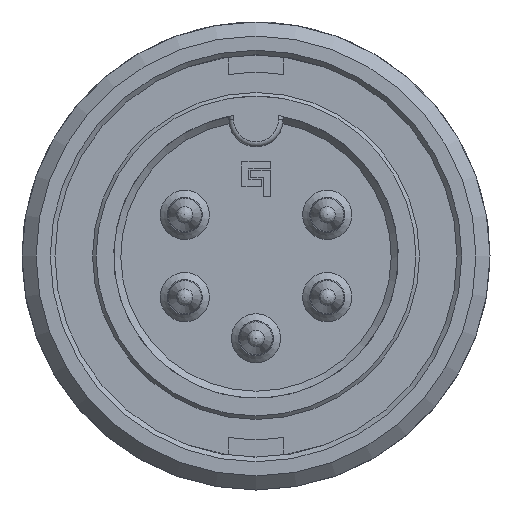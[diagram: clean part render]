
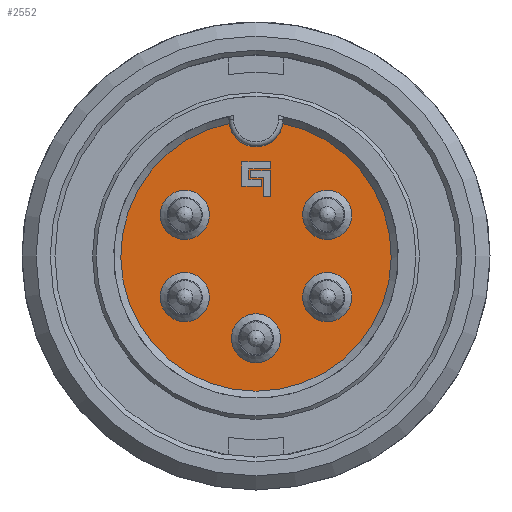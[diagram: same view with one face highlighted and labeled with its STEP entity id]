
A CAD part, left-side view. The second image highlights one B-rep face of the part: STEP entity #2552.
In plain terms, the highlighted planar face has unit normal (-1, 0, 0).
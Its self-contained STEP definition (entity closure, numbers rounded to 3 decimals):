
#673=LINE('',#11322,#1288);
#674=LINE('',#11325,#1289);
#675=LINE('',#11327,#1290);
#676=LINE('',#11329,#1291);
#677=LINE('',#11331,#1292);
#678=LINE('',#11333,#1293);
#679=LINE('',#11335,#1294);
#680=LINE('',#11337,#1295);
#681=LINE('',#11348,#1296);
#682=LINE('',#11351,#1297);
#683=LINE('',#11353,#1298);
#684=LINE('',#11355,#1299);
#685=LINE('',#11357,#1300);
#686=LINE('',#11359,#1301);
#1288=VECTOR('',#8481,1.);
#1289=VECTOR('',#8482,1.);
#1290=VECTOR('',#8483,1.);
#1291=VECTOR('',#8484,1.);
#1292=VECTOR('',#8485,1.);
#1293=VECTOR('',#8486,1.);
#1294=VECTOR('',#8487,1.);
#1295=VECTOR('',#8488,1.);
#1296=VECTOR('',#8499,1.);
#1297=VECTOR('',#8500,1.);
#1298=VECTOR('',#8501,1.);
#1299=VECTOR('',#8502,1.);
#1300=VECTOR('',#8503,1.);
#1301=VECTOR('',#8504,1.);
#2227=PLANE('',#7137);
#2552=ADVANCED_FACE('',(#2673,#2674,#2675,#2676,#2677,#2678,#2679,#2680),
#2227,.F.);
#2673=FACE_BOUND('',#3055,.T.);
#2674=FACE_BOUND('',#3056,.T.);
#2675=FACE_BOUND('',#3057,.T.);
#2676=FACE_BOUND('',#3058,.T.);
#2677=FACE_BOUND('',#3059,.T.);
#2678=FACE_BOUND('',#3060,.T.);
#2679=FACE_BOUND('',#3061,.T.);
#2680=FACE_BOUND('',#3062,.T.);
#3055=EDGE_LOOP('',(#4850));
#3056=EDGE_LOOP('',(#4851));
#3057=EDGE_LOOP('',(#4852,#4853,#4854,#4855,#4856,#4857,#4858,#4859));
#3058=EDGE_LOOP('',(#4860,#4861));
#3059=EDGE_LOOP('',(#4862));
#3060=EDGE_LOOP('',(#4863));
#3061=EDGE_LOOP('',(#4864));
#3062=EDGE_LOOP('',(#4865,#4866,#4867,#4868,#4869,#4870));
#4850=ORIENTED_EDGE('',*,*,#6583,.T.);
#4851=ORIENTED_EDGE('',*,*,#6584,.T.);
#4852=ORIENTED_EDGE('',*,*,#6585,.T.);
#4853=ORIENTED_EDGE('',*,*,#6586,.T.);
#4854=ORIENTED_EDGE('',*,*,#6587,.T.);
#4855=ORIENTED_EDGE('',*,*,#6588,.T.);
#4856=ORIENTED_EDGE('',*,*,#6589,.T.);
#4857=ORIENTED_EDGE('',*,*,#6590,.T.);
#4858=ORIENTED_EDGE('',*,*,#6591,.T.);
#4859=ORIENTED_EDGE('',*,*,#6592,.T.);
#4860=ORIENTED_EDGE('',*,*,#6593,.T.);
#4861=ORIENTED_EDGE('',*,*,#6594,.T.);
#4862=ORIENTED_EDGE('',*,*,#6595,.F.);
#4863=ORIENTED_EDGE('',*,*,#6596,.F.);
#4864=ORIENTED_EDGE('',*,*,#6597,.F.);
#4865=ORIENTED_EDGE('',*,*,#6598,.F.);
#4866=ORIENTED_EDGE('',*,*,#6599,.F.);
#4867=ORIENTED_EDGE('',*,*,#6600,.F.);
#4868=ORIENTED_EDGE('',*,*,#6601,.F.);
#4869=ORIENTED_EDGE('',*,*,#6602,.F.);
#4870=ORIENTED_EDGE('',*,*,#6603,.F.);
#5651=VERTEX_POINT('',#11319);
#5652=VERTEX_POINT('',#11321);
#5653=VERTEX_POINT('',#11323);
#5654=VERTEX_POINT('',#11324);
#5655=VERTEX_POINT('',#11326);
#5656=VERTEX_POINT('',#11328);
#5657=VERTEX_POINT('',#11330);
#5658=VERTEX_POINT('',#11332);
#5659=VERTEX_POINT('',#11334);
#5660=VERTEX_POINT('',#11336);
#5661=VERTEX_POINT('',#11339);
#5662=VERTEX_POINT('',#11340);
#5663=VERTEX_POINT('',#11343);
#5664=VERTEX_POINT('',#11345);
#5665=VERTEX_POINT('',#11347);
#5666=VERTEX_POINT('',#11349);
#5667=VERTEX_POINT('',#11350);
#5668=VERTEX_POINT('',#11352);
#5669=VERTEX_POINT('',#11354);
#5670=VERTEX_POINT('',#11356);
#5671=VERTEX_POINT('',#11358);
#6583=EDGE_CURVE('',#5651,#5651,#6740,.T.);
#6584=EDGE_CURVE('',#5652,#5652,#6741,.T.);
#6585=EDGE_CURVE('',#5653,#5654,#673,.T.);
#6586=EDGE_CURVE('',#5654,#5655,#674,.T.);
#6587=EDGE_CURVE('',#5655,#5656,#675,.T.);
#6588=EDGE_CURVE('',#5656,#5657,#676,.T.);
#6589=EDGE_CURVE('',#5657,#5658,#677,.T.);
#6590=EDGE_CURVE('',#5658,#5659,#678,.T.);
#6591=EDGE_CURVE('',#5659,#5660,#679,.T.);
#6592=EDGE_CURVE('',#5660,#5653,#680,.T.);
#6593=EDGE_CURVE('',#5661,#5662,#6742,.T.);
#6594=EDGE_CURVE('',#5662,#5661,#6743,.T.);
#6595=EDGE_CURVE('',#5663,#5663,#6744,.T.);
#6596=EDGE_CURVE('',#5664,#5664,#6745,.T.);
#6597=EDGE_CURVE('',#5665,#5665,#6746,.T.);
#6598=EDGE_CURVE('',#5666,#5667,#681,.T.);
#6599=EDGE_CURVE('',#5668,#5666,#682,.T.);
#6600=EDGE_CURVE('',#5669,#5668,#683,.T.);
#6601=EDGE_CURVE('',#5670,#5669,#684,.T.);
#6602=EDGE_CURVE('',#5671,#5670,#685,.T.);
#6603=EDGE_CURVE('',#5667,#5671,#686,.T.);
#6740=CIRCLE('',#7130,1.045);
#6741=CIRCLE('',#7131,1.045);
#6742=CIRCLE('',#7132,1.15);
#6743=CIRCLE('',#7133,5.75);
#6744=CIRCLE('',#7134,1.045);
#6745=CIRCLE('',#7135,1.045);
#6746=CIRCLE('',#7136,1.045);
#7130=AXIS2_PLACEMENT_3D('',#11318,#8477,#8478);
#7131=AXIS2_PLACEMENT_3D('',#11320,#8479,#8480);
#7132=AXIS2_PLACEMENT_3D('',#11338,#8489,#8490);
#7133=AXIS2_PLACEMENT_3D('',#11341,#8491,#8492);
#7134=AXIS2_PLACEMENT_3D('',#11342,#8493,#8494);
#7135=AXIS2_PLACEMENT_3D('',#11344,#8495,#8496);
#7136=AXIS2_PLACEMENT_3D('',#11346,#8497,#8498);
#7137=AXIS2_PLACEMENT_3D('',#11360,#8505,#8506);
#8477=DIRECTION('',(1.,0.,0.));
#8478=DIRECTION('',(0.,0.,1.));
#8479=DIRECTION('',(1.,0.,0.));
#8480=DIRECTION('',(0.,0.,1.));
#8481=DIRECTION('',(0.,0.,-1.));
#8482=DIRECTION('',(0.,-1.,0.));
#8483=DIRECTION('',(0.,0.,-1.));
#8484=DIRECTION('',(0.,1.,0.));
#8485=DIRECTION('',(0.,0.,1.));
#8486=DIRECTION('',(0.,-1.,0.));
#8487=DIRECTION('',(0.,0.,-1.));
#8488=DIRECTION('',(0.,1.,0.));
#8489=DIRECTION('',(1.,0.,0.));
#8490=DIRECTION('',(0.,-1.,0.));
#8491=DIRECTION('',(-1.,0.,0.));
#8492=DIRECTION('',(0.,0.,-1.));
#8493=DIRECTION('',(-1.,0.,0.));
#8494=DIRECTION('',(0.,0.,1.));
#8495=DIRECTION('',(-1.,0.,0.));
#8496=DIRECTION('',(0.,0.,1.));
#8497=DIRECTION('',(-1.,0.,0.));
#8498=DIRECTION('',(0.,0.,1.));
#8499=DIRECTION('',(0.,0.,-1.));
#8500=DIRECTION('',(0.,-1.,0.));
#8501=DIRECTION('',(0.,0.,-1.));
#8502=DIRECTION('',(0.,1.,0.));
#8503=DIRECTION('',(0.,0.,1.));
#8504=DIRECTION('',(0.,-1.,0.));
#8505=DIRECTION('',(1.,0.,0.));
#8506=DIRECTION('',(0.,0.,-1.));
#11318=CARTESIAN_POINT('',(8.7,-3.03,1.75));
#11319=CARTESIAN_POINT('',(8.7,-3.03,2.795));
#11320=CARTESIAN_POINT('',(8.7,-3.03,-1.75));
#11321=CARTESIAN_POINT('',(8.7,-3.03,-0.705));
#11322=CARTESIAN_POINT('',(8.7,0.305,3.7));
#11323=CARTESIAN_POINT('',(8.7,0.305,3.7));
#11324=CARTESIAN_POINT('',(8.7,0.305,3.26));
#11325=CARTESIAN_POINT('',(8.7,0.305,3.26));
#11326=CARTESIAN_POINT('',(8.7,-0.245,3.26));
#11327=CARTESIAN_POINT('',(8.7,-0.245,3.26));
#11328=CARTESIAN_POINT('',(8.7,-0.245,2.96));
#11329=CARTESIAN_POINT('',(8.7,-0.245,2.96));
#11330=CARTESIAN_POINT('',(8.7,0.605,2.96));
#11331=CARTESIAN_POINT('',(8.7,0.605,2.96));
#11332=CARTESIAN_POINT('',(8.7,0.605,4.));
#11333=CARTESIAN_POINT('',(8.7,0.605,4.));
#11334=CARTESIAN_POINT('',(8.7,-0.625,4.));
#11335=CARTESIAN_POINT('',(8.7,-0.625,4.));
#11336=CARTESIAN_POINT('',(8.7,-0.625,3.7));
#11337=CARTESIAN_POINT('',(8.7,-0.625,3.7));
#11338=CARTESIAN_POINT('',(8.7,0.,5.8));
#11339=CARTESIAN_POINT('',(8.7,-1.138,5.636));
#11340=CARTESIAN_POINT('',(8.7,1.138,5.636));
#11341=CARTESIAN_POINT('',(8.7,0.,0.));
#11342=CARTESIAN_POINT('',(8.7,3.03,-1.75));
#11343=CARTESIAN_POINT('',(8.7,3.03,-0.705));
#11344=CARTESIAN_POINT('',(8.7,3.03,1.75));
#11345=CARTESIAN_POINT('',(8.7,3.03,2.795));
#11346=CARTESIAN_POINT('',(8.7,0.,-3.5));
#11347=CARTESIAN_POINT('',(8.7,0.,-2.455));
#11348=CARTESIAN_POINT('',(8.7,-0.315,3.33));
#11349=CARTESIAN_POINT('',(8.7,-0.315,3.33));
#11350=CARTESIAN_POINT('',(8.7,-0.315,2.51));
#11351=CARTESIAN_POINT('',(8.7,0.235,3.33));
#11352=CARTESIAN_POINT('',(8.7,0.235,3.33));
#11353=CARTESIAN_POINT('',(8.7,0.235,3.63));
#11354=CARTESIAN_POINT('',(8.7,0.235,3.63));
#11355=CARTESIAN_POINT('',(8.7,-0.615,3.63));
#11356=CARTESIAN_POINT('',(8.7,-0.615,3.63));
#11357=CARTESIAN_POINT('',(8.7,-0.615,2.51));
#11358=CARTESIAN_POINT('',(8.7,-0.615,2.51));
#11359=CARTESIAN_POINT('',(8.7,-0.315,2.51));
#11360=CARTESIAN_POINT('',(8.7,0.,0.));
